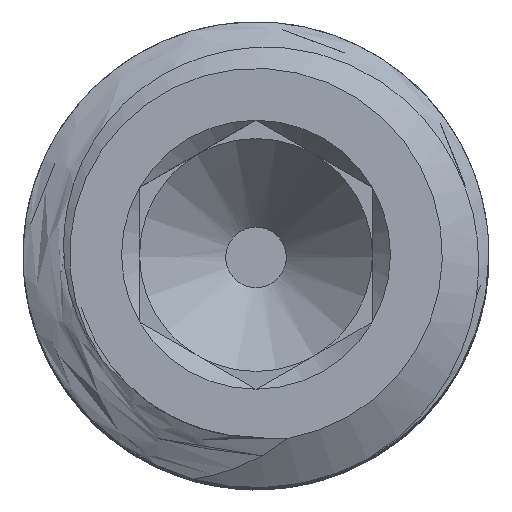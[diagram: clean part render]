
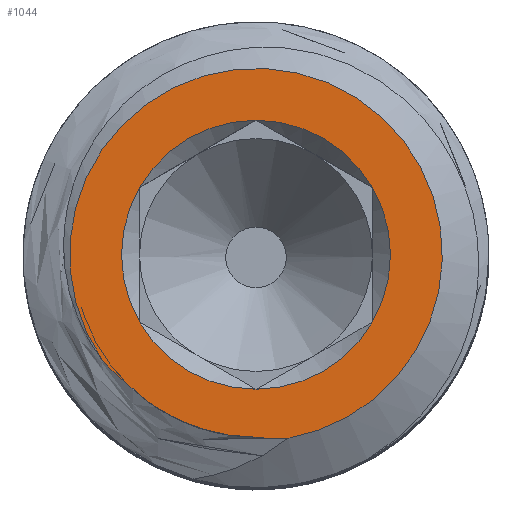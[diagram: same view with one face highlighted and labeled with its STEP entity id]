
A CAD part, top view. The second image highlights one B-rep face of the part: STEP entity #1044.
In plain terms, the highlighted planar face has unit normal (0, 0, 1).
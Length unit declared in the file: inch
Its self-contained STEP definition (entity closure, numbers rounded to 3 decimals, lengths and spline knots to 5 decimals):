
#17=FACE_BOUND('',#190,.T.);
#23=PLANE('',#1133);
#127=FACE_OUTER_BOUND('',#189,.T.);
#189=EDGE_LOOP('',(#823,#824,#825,#826));
#190=EDGE_LOOP('',(#827,#828,#829,#830,#831,#832));
#207=CIRCLE('',#1076,0.04627);
#215=CIRCLE('',#1120,0.0341);
#216=CIRCLE('',#1122,0.04724);
#220=CIRCLE('',#1134,0.04597);
#221=CIRCLE('',#1135,0.04736);
#222=CIRCLE('',#1136,0.0341);
#223=CIRCLE('',#1137,0.0341);
#224=CIRCLE('',#1138,0.0341);
#225=CIRCLE('',#1139,0.0341);
#226=CIRCLE('',#1140,0.0341);
#383=VERTEX_POINT('',#1377);
#384=VERTEX_POINT('',#1383);
#462=VERTEX_POINT('',#3203);
#463=VERTEX_POINT('',#3204);
#464=VERTEX_POINT('',#3210);
#465=VERTEX_POINT('',#3211);
#477=VERTEX_POINT('',#3358);
#478=VERTEX_POINT('',#3360);
#479=VERTEX_POINT('',#3362);
#480=VERTEX_POINT('',#3364);
#484=EDGE_CURVE('',#384,#383,#207,.T.);
#597=EDGE_CURVE('',#462,#463,#215,.T.);
#598=EDGE_CURVE('',#464,#465,#216,.T.);
#620=EDGE_CURVE('',#383,#465,#220,.T.);
#621=EDGE_CURVE('',#464,#384,#221,.T.);
#622=EDGE_CURVE('',#463,#477,#222,.T.);
#623=EDGE_CURVE('',#478,#462,#223,.T.);
#624=EDGE_CURVE('',#479,#478,#224,.T.);
#625=EDGE_CURVE('',#480,#479,#225,.T.);
#626=EDGE_CURVE('',#477,#480,#226,.T.);
#823=ORIENTED_EDGE('',*,*,#484,.T.);
#824=ORIENTED_EDGE('',*,*,#620,.T.);
#825=ORIENTED_EDGE('',*,*,#598,.F.);
#826=ORIENTED_EDGE('',*,*,#621,.T.);
#827=ORIENTED_EDGE('',*,*,#622,.F.);
#828=ORIENTED_EDGE('',*,*,#597,.F.);
#829=ORIENTED_EDGE('',*,*,#623,.F.);
#830=ORIENTED_EDGE('',*,*,#624,.F.);
#831=ORIENTED_EDGE('',*,*,#625,.F.);
#832=ORIENTED_EDGE('',*,*,#626,.F.);
#1044=ADVANCED_FACE('',(#127,#17),#23,.T.);
#1076=AXIS2_PLACEMENT_3D('',#1384,#1160,#1161);
#1120=AXIS2_PLACEMENT_3D('',#3208,#1283,#1284);
#1122=AXIS2_PLACEMENT_3D('',#3212,#1287,#1288);
#1133=AXIS2_PLACEMENT_3D('',#3355,#1320,#1321);
#1134=AXIS2_PLACEMENT_3D('',#3356,#1322,#1323);
#1135=AXIS2_PLACEMENT_3D('',#3357,#1324,#1325);
#1136=AXIS2_PLACEMENT_3D('',#3359,#1326,#1327);
#1137=AXIS2_PLACEMENT_3D('',#3361,#1328,#1329);
#1138=AXIS2_PLACEMENT_3D('',#3363,#1330,#1331);
#1139=AXIS2_PLACEMENT_3D('',#3365,#1332,#1333);
#1140=AXIS2_PLACEMENT_3D('',#3366,#1334,#1335);
#1160=DIRECTION('center_axis',(0.,0.,
1.));
#1161=DIRECTION('ref_axis',(1.,0.,0.));
#1283=DIRECTION('center_axis',(0.,0.,
1.));
#1284=DIRECTION('ref_axis',(1.,0.,0.));
#1287=DIRECTION('center_axis',(0.,0.,
-1.));
#1288=DIRECTION('ref_axis',(-1.,0.,0.));
#1320=DIRECTION('center_axis',(0.,0.,
1.));
#1321=DIRECTION('ref_axis',(1.,0.,0.));
#1322=DIRECTION('center_axis',(0.,0.,
1.));
#1323=DIRECTION('ref_axis',(0.054,-0.999,0.));
#1324=DIRECTION('center_axis',(0.,0.,
1.));
#1325=DIRECTION('ref_axis',(-0.626,-0.78,0.));
#1326=DIRECTION('center_axis',(0.,0.,
1.));
#1327=DIRECTION('ref_axis',(1.,0.,0.));
#1328=DIRECTION('center_axis',(0.,0.,
1.));
#1329=DIRECTION('ref_axis',(1.,0.,0.));
#1330=DIRECTION('center_axis',(0.,0.,
1.));
#1331=DIRECTION('ref_axis',(1.,0.,0.));
#1332=DIRECTION('center_axis',(0.,0.,
1.));
#1333=DIRECTION('ref_axis',(1.,0.,0.));
#1334=DIRECTION('center_axis',(0.,0.,
1.));
#1335=DIRECTION('ref_axis',(1.,0.,0.));
#1377=CARTESIAN_POINT('',(0.,-0.04627,-0.1374));
#1383=CARTESIAN_POINT('',(-0.03301,-0.03242,-0.1374));
#1384=CARTESIAN_POINT('Origin',(0.,0.,
-0.1374));
#3203=CARTESIAN_POINT('',(0.02953,-0.01705,-0.1374));
#3204=CARTESIAN_POINT('',(0.02953,0.01705,-0.1374));
#3208=CARTESIAN_POINT('Origin',(0.,0.,
-0.1374));
#3210=CARTESIAN_POINT('',(-0.03894,-0.02676,-0.1374));
#3211=CARTESIAN_POINT('',(0.0081,-0.04654,-0.1374));
#3212=CARTESIAN_POINT('Origin',(0.,0.,
-0.1374));
#3355=CARTESIAN_POINT('Origin',(0.,0.,
-0.1374));
#3356=CARTESIAN_POINT('Origin',(0.0056,-0.00064,
-0.1374));
#3357=CARTESIAN_POINT('Origin',(-0.00338,0.00452,
-0.13739));
#3358=CARTESIAN_POINT('',(0.,0.0341,-0.1374));
#3359=CARTESIAN_POINT('Origin',(0.,0.,
-0.1374));
#3360=CARTESIAN_POINT('',(0.,-0.0341,-0.1374));
#3361=CARTESIAN_POINT('Origin',(0.,0.,
-0.1374));
#3362=CARTESIAN_POINT('',(-0.02953,-0.01705,-0.1374));
#3363=CARTESIAN_POINT('Origin',(0.,0.,
-0.1374));
#3364=CARTESIAN_POINT('',(-0.02953,0.01705,-0.1374));
#3365=CARTESIAN_POINT('Origin',(0.,0.,
-0.1374));
#3366=CARTESIAN_POINT('Origin',(0.,0.,
-0.1374));
